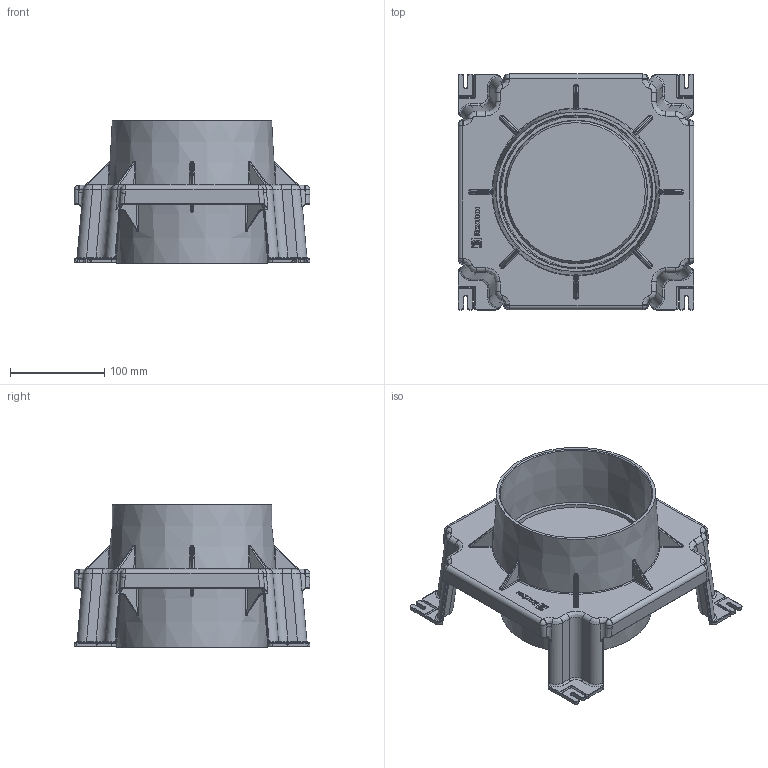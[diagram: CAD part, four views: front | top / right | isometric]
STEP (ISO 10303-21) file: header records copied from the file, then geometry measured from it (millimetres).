
FILE_DESCRIPTION((''),'2;1');
FILE_NAME('KOS_1.stp','2014-12-01T16:19:32',('se-jenboh'),(''),'Autodesk Inventor 2013','Autodesk Inventor 2013','');
FILE_SCHEMA(('AUTOMOTIVE_DESIGN { 1 0 10303 214 1 1 1 1 }'));
Length unit declared in the file: millimetre
Products named in the file (1): 100-024651
Bounding box: 249.97 x 249.97 x 150.5 mm (x, y, z)
Volume: 851861.6 mm3; surface area: 348371.7 mm2
Topology: 1 solids, 1 shells, 1967 faces, 5160 edges, 3172 vertices
Faces by surface type: plane 968, bspline 542, cylinder 373, sphere 60, cone 12, torus 12
Entity records: 68934 total; most frequent: CARTESIAN_POINT 23542, ORIENTED_EDGE 10098, DIRECTION 8288, EDGE_CURVE 5049, VERTEX_POINT 3169, VECTOR 3078, LINE 3078, AXIS2_PLACEMENT_3D 2605
